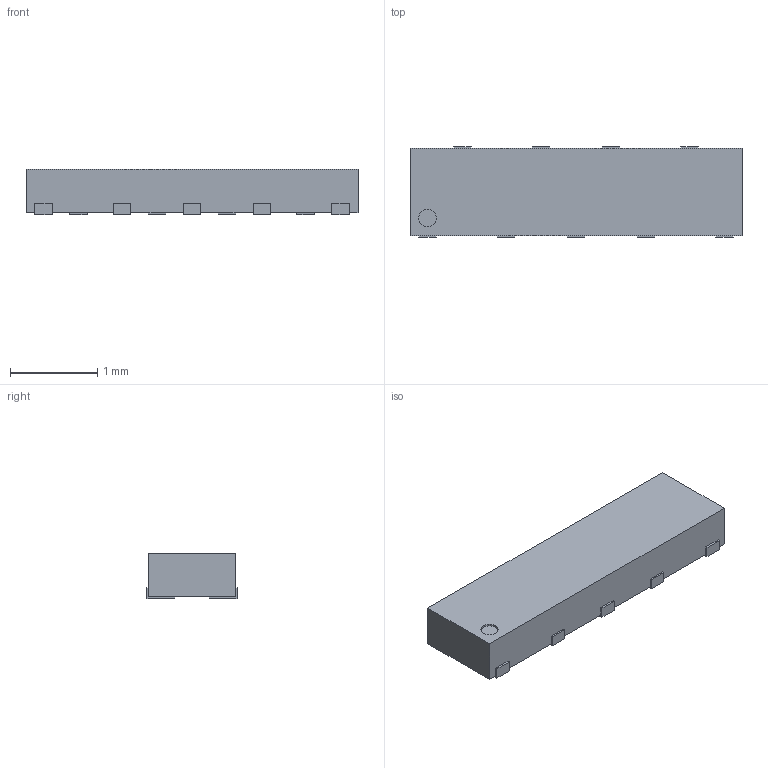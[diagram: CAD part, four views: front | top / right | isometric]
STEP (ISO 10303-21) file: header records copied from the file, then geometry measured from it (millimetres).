
FILE_DESCRIPTION(('FreeCAD Model'),'2;1');
FILE_NAME('DFN380X100X50-9.step', '2019-09-07T14:21:22',('Author'),(''), 'Open CASCADE STEP processor 7.3','FreeCAD','Unknown');
FILE_SCHEMA(('AUTOMOTIVE_DESIGN { 1 0 10303 214 1 1 1 1 }'));
Length unit declared in the file: millimetre
Products named in the file (1): Pocket
Bounding box: 3.8 x 1.04 x 0.52 mm (x, y, z)
Volume: 1.9 mm3; surface area: 12.7 mm2
Topology: 1 solids, 1 shells, 89 faces, 222 edges, 136 vertices
Faces by surface type: plane 88, cylinder 1
Full cylindrical faces by diameter (mm): 0.2 x1
Entity records: 6076 total; most frequent: CARTESIAN_POINT 898, DIRECTION 847, LINE 662, VECTOR 662, ORIENTED_EDGE 444, PCURVE 444, DEFINITIONAL_REPRESENTATION 444, EDGE_CURVE 222
